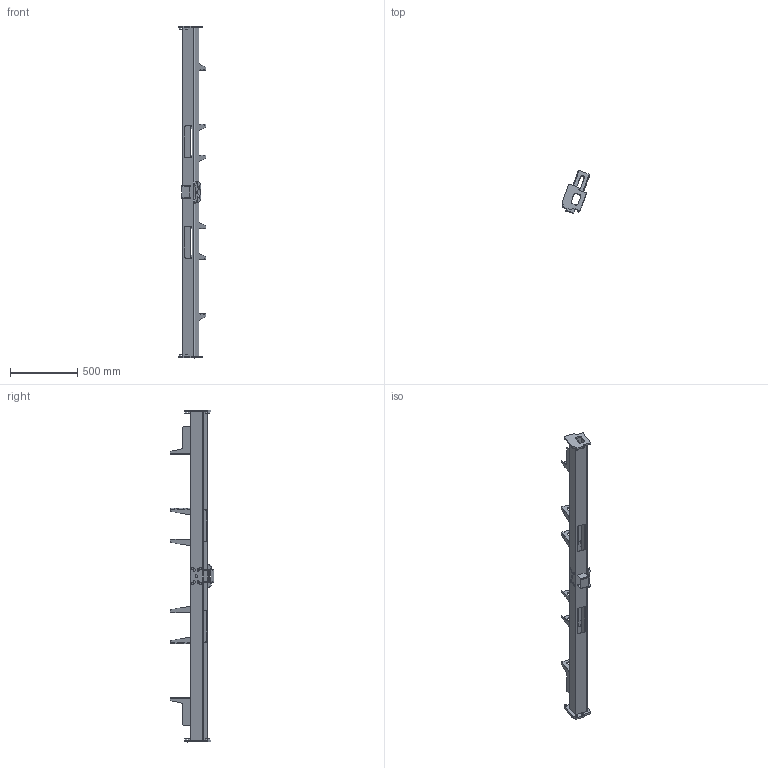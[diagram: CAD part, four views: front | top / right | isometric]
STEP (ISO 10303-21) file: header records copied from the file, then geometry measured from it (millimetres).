
FILE_DESCRIPTION(/* description */ (''),/* implementation_level */ '2;1');
FILE_NAME(/* name */ 'Component1.step',/* time_stamp */ '2019-08-28T00:09:26+07:00',/* author */ (''),/* organization */ (''),/* preprocessor_version */ 'ST-DEVELOPER v18',/* originating_system */ 'Autodesk Translation Framework v8.6.0.1094',/* authorisation */ '');
FILE_SCHEMA (('AUTOMOTIVE_DESIGN { 1 0 10303 214 3 1 1 }'));
Length unit declared in the file: millimetre
Products named in the file (1): FusionComponent
Bounding box: 205.65 x 322.12 x 2468.5 mm (x, y, z)
Volume: 3753279.5 mm3; surface area: 2201040.4 mm2
Topology: 1 solids, 1 shells, 534 faces, 1531 edges, 962 vertices
Faces by surface type: plane 329, cylinder 197, torus 8
Full cylindrical faces by diameter (mm): 7 x4, 10.2 x8, 16 x8, 18 x8, 20 x2, 81 x1
Entity records: 18149 total; most frequent: DIRECTION 3089, ORIENTED_EDGE 3062, CARTESIAN_POINT 3028, EDGE_CURVE 1531, LINE 1043, VECTOR 1043, AXIS2_PLACEMENT_3D 1023, VERTEX_POINT 962
